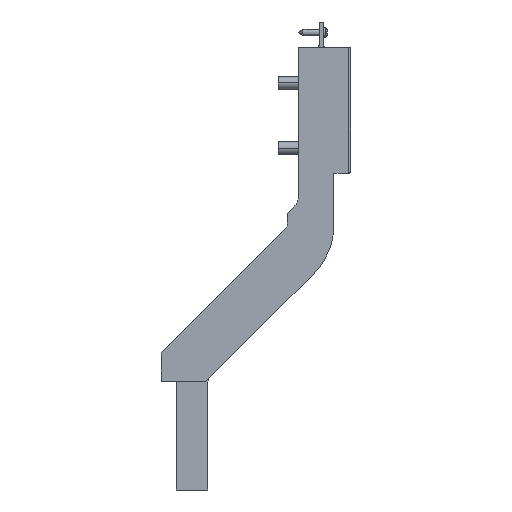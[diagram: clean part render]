
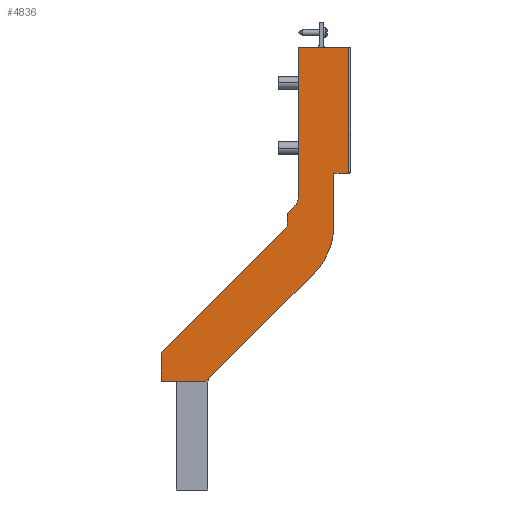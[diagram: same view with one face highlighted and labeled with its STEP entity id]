
A CAD part, left-side view. The second image highlights one B-rep face of the part: STEP entity #4836.
In plain terms, the highlighted planar face has unit normal (-1, 0, 0).
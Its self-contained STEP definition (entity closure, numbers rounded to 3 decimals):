
#1122=CARTESIAN_POINT('',(-94.358,-87.,
-4.429));
#1123=DIRECTION('',(-1.,0.,0.));
#1124=DIRECTION('',(0.,-0.707,-0.707));
#1125=AXIS2_PLACEMENT_3D('',#1122,#1123,#1124);
#1127=DIRECTION('',(0.,0.,1.));
#1128=VECTOR('',#1127,71.929);
#1129=CARTESIAN_POINT('',(-94.358,-92.,
-4.429));
#1130=LINE('',#1129,#1128);
#1131=CARTESIAN_POINT('',(-94.358,-77.,
-17.245));
#1132=DIRECTION('',(1.,0.,0.));
#1133=DIRECTION('',(0.,-1.,0.));
#1134=AXIS2_PLACEMENT_3D('',#1131,#1132,#1133);
#1136=DIRECTION('',(0.,0.707,-0.707));
#1137=VECTOR('',#1136,73.012);
#1138=CARTESIAN_POINT('',(-94.358,-99.627,
-39.873));
#1139=LINE('',#1138,#1137);
#1140=DIRECTION('',(0.,-0.707,0.707));
#1141=VECTOR('',#1140,82.782);
#1142=CARTESIAN_POINT('',(-94.358,-27.,
-77.852));
#1143=LINE('',#1142,#1141);
#1144=CARTESIAN_POINT('',(-94.358,-82.,
-15.781));
#1145=DIRECTION('',(-1.,0.,0.));
#1146=DIRECTION('',(0.,-0.707,-0.707));
#1147=AXIS2_PLACEMENT_3D('',#1144,#1145,#1146);
#1149=DIRECTION('',(0.,-0.707,0.707));
#1150=VECTOR('',#1149,5.);
#1151=CARTESIAN_POINT('',(-94.358,-87.,
-11.5));
#1152=LINE('',#1151,#1150);
#1165=DIRECTION('',(0.,0.,-1.));
#1166=VECTOR('',#1165,4.281);
#1167=CARTESIAN_POINT('',(-94.358,-87.,
-11.5));
#1168=LINE('',#1167,#1166);
#1181=DIRECTION('',(0.,0.,-1.));
#1182=VECTOR('',#1181,7.071);
#1183=CARTESIAN_POINT('',(-94.358,-27.,
-77.852));
#1184=LINE('',#1183,#1182);
#1185=DIRECTION('',(0.,0.,-1.));
#1186=VECTOR('',#1185,6.577);
#1187=CARTESIAN_POINT('',(-94.358,-27.,
-84.923));
#1188=LINE('',#1187,#1186);
#1213=DIRECTION('',(0.,-1.,0.));
#1214=VECTOR('',#1213,21.);
#1215=CARTESIAN_POINT('',(-94.358,-27.,
-91.5));
#1216=LINE('',#1215,#1214);
#1406=DIRECTION('',(0.,0.,1.));
#1407=VECTOR('',#1406,24.745);
#1408=CARTESIAN_POINT('',(-94.358,-109.,
-17.245));
#1409=LINE('',#1408,#1407);
#1410=DIRECTION('',(0.,-1.,0.));
#1411=VECTOR('',#1410,7.);
#1412=CARTESIAN_POINT('',(-94.358,-109.,
7.5));
#1413=LINE('',#1412,#1411);
#1472=DIRECTION('',(0.,0.,1.));
#1473=VECTOR('',#1472,60.);
#1474=CARTESIAN_POINT('',(-94.358,-116.,
7.5));
#1475=LINE('',#1474,#1473);
#1550=DIRECTION('',(0.,1.,0.));
#1551=VECTOR('',#1550,24.);
#1552=CARTESIAN_POINT('',(-94.358,-116.,
67.5));
#1553=LINE('',#1552,#1551);
#2429=CARTESIAN_POINT('',(-94.358,-92.,
-4.429));
#2430=CARTESIAN_POINT('',(-94.358,-92.,
67.5));
#2431=VERTEX_POINT('',#2429);
#2432=VERTEX_POINT('',#2430);
#2435=CARTESIAN_POINT('',(-94.358,-90.536,
-7.964));
#2436=VERTEX_POINT('',#2435);
#2437=CARTESIAN_POINT('',(-94.358,-109.,
-17.245));
#2438=CARTESIAN_POINT('',(-94.358,-99.627,
-39.873));
#2439=VERTEX_POINT('',#2437);
#2440=VERTEX_POINT('',#2438);
#2441=CARTESIAN_POINT('',(-94.358,-48.,
-91.5));
#2442=VERTEX_POINT('',#2441);
#2443=CARTESIAN_POINT('',(-94.358,-27.,
-77.852));
#2444=CARTESIAN_POINT('',(-94.358,-85.536,
-19.316));
#2445=VERTEX_POINT('',#2443);
#2446=VERTEX_POINT('',#2444);
#2447=CARTESIAN_POINT('',(-94.358,-87.,
-15.781));
#2448=VERTEX_POINT('',#2447);
#2449=CARTESIAN_POINT('',(-94.358,-87.,
-11.5));
#2450=VERTEX_POINT('',#2449);
#2463=CARTESIAN_POINT('',(-94.358,-27.,
-84.923));
#2464=VERTEX_POINT('',#2463);
#2465=CARTESIAN_POINT('',(-94.358,-27.,
-91.5));
#2466=VERTEX_POINT('',#2465);
#2525=CARTESIAN_POINT('',(-94.358,-109.,
7.5));
#2526=VERTEX_POINT('',#2525);
#2527=CARTESIAN_POINT('',(-94.358,-116.,
7.5));
#2528=VERTEX_POINT('',#2527);
#2537=CARTESIAN_POINT('',(-94.358,-116.,
67.5));
#2538=VERTEX_POINT('',#2537);
#4800=CARTESIAN_POINT('',(-94.358,-71.5,
-12.));
#4801=DIRECTION('',(1.,0.,0.));
#4802=DIRECTION('',(0.,1.,0.));
#4803=AXIS2_PLACEMENT_3D('',#4800,#4801,#4802);
#4804=PLANE('',#4803);
#4806=ORIENTED_EDGE('',*,*,#4805,.T.);
#4807=ORIENTED_EDGE('',*,*,#4775,.T.);
#4809=ORIENTED_EDGE('',*,*,#4808,.F.);
#4811=ORIENTED_EDGE('',*,*,#4810,.F.);
#4813=ORIENTED_EDGE('',*,*,#4812,.F.);
#4815=ORIENTED_EDGE('',*,*,#4814,.F.);
#4817=ORIENTED_EDGE('',*,*,#4816,.T.);
#4819=ORIENTED_EDGE('',*,*,#4818,.T.);
#4821=ORIENTED_EDGE('',*,*,#4820,.F.);
#4823=ORIENTED_EDGE('',*,*,#4822,.F.);
#4825=ORIENTED_EDGE('',*,*,#4824,.F.);
#4827=ORIENTED_EDGE('',*,*,#4826,.T.);
#4829=ORIENTED_EDGE('',*,*,#4828,.T.);
#4831=ORIENTED_EDGE('',*,*,#4830,.F.);
#4833=ORIENTED_EDGE('',*,*,#4832,.T.);
#4834=EDGE_LOOP('',(#4806,#4807,#4809,#4811,#4813,#4815,#4817,#4819,#4821,#4823,
#4825,#4827,#4829,#4831,#4833));
#4835=FACE_OUTER_BOUND('',#4834,.F.);
#1126=CIRCLE('',#1125,5.);
#1135=CIRCLE('',#1134,32.);
#1148=CIRCLE('',#1147,5.);
#4775=EDGE_CURVE('',#2431,#2432,#1130,.T.);
#4805=EDGE_CURVE('',#2436,#2431,#1126,.T.);
#4808=EDGE_CURVE('',#2538,#2432,#1553,.T.);
#4810=EDGE_CURVE('',#2528,#2538,#1475,.T.);
#4812=EDGE_CURVE('',#2526,#2528,#1413,.T.);
#4814=EDGE_CURVE('',#2439,#2526,#1409,.T.);
#4816=EDGE_CURVE('',#2439,#2440,#1135,.T.);
#4818=EDGE_CURVE('',#2440,#2442,#1139,.T.);
#4820=EDGE_CURVE('',#2466,#2442,#1216,.T.);
#4822=EDGE_CURVE('',#2464,#2466,#1188,.T.);
#4824=EDGE_CURVE('',#2445,#2464,#1184,.T.);
#4826=EDGE_CURVE('',#2445,#2446,#1143,.T.);
#4828=EDGE_CURVE('',#2446,#2448,#1148,.T.);
#4830=EDGE_CURVE('',#2450,#2448,#1168,.T.);
#4832=EDGE_CURVE('',#2450,#2436,#1152,.T.);
#4836=ADVANCED_FACE('',(#4835),#4804,.F.);
